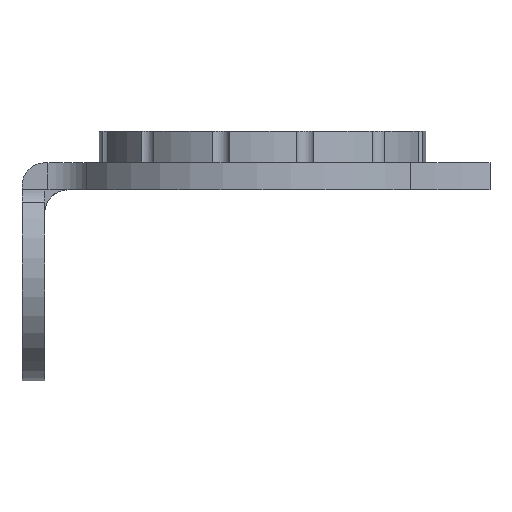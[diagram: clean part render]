
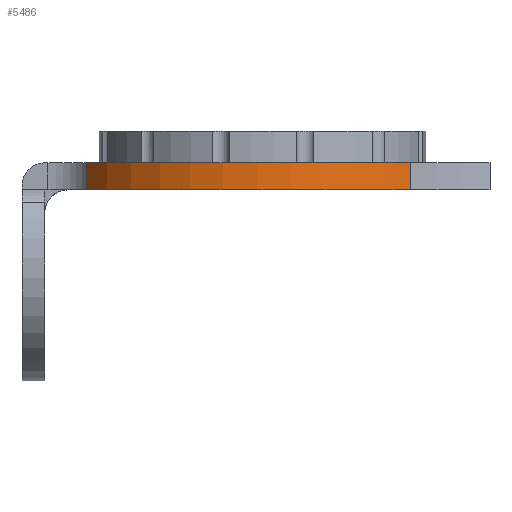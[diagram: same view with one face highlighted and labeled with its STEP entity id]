
A CAD part, front view. The second image highlights one B-rep face of the part: STEP entity #5486.
In plain terms, the highlighted cylindrical face has radius 46 mm (diameter 92 mm), a partial arc.
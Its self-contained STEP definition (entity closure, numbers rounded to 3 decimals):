
#68 = DIRECTION ( 'NONE',  ( -1., 0., 0. ) ) ;
#357 = CARTESIAN_POINT ( 'NONE',  ( 32.527, -32.527, -2.98 ) ) ;
#375 = DIRECTION ( 'NONE',  ( 0., 0., -1. ) ) ;
#664 = EDGE_CURVE ( 'NONE', #2572, #5083, #1645, .T. ) ;
#1272 = CYLINDRICAL_SURFACE ( 'NONE', #3177, 46. ) ;
#1292 = EDGE_CURVE ( 'NONE', #5056, #1446, #4707, .T. ) ;
#1328 = FACE_OUTER_BOUND ( 'NONE', #2380, .T. ) ;
#1421 = CIRCLE ( 'NONE', #4559, 46. ) ;
#1446 = VERTEX_POINT ( 'NONE', #4421 ) ;
#1645 = LINE ( 'NONE', #357, #3638 ) ;
#1647 = CARTESIAN_POINT ( 'NONE',  ( 32.527, -32.527, 3. ) ) ;
#1685 = DIRECTION ( 'NONE',  ( 1., 0., 0. ) ) ;
#1734 = EDGE_CURVE ( 'NONE', #5056, #5083, #1421, .T. ) ;
#1793 = ORIENTED_EDGE ( 'NONE', *, *, #1292, .T. ) ;
#2136 = CARTESIAN_POINT ( 'NONE',  ( 0., 0., 3. ) ) ;
#2214 = ORIENTED_EDGE ( 'NONE', *, *, #1734, .F. ) ;
#2380 = EDGE_LOOP ( 'NONE', ( #2214, #1793, #2446, #3317 ) ) ;
#2446 = ORIENTED_EDGE ( 'NONE', *, *, #2455, .T. ) ;
#2455 = EDGE_CURVE ( 'NONE', #1446, #2572, #4983, .T. ) ;
#2461 = CARTESIAN_POINT ( 'NONE',  ( -38.842, -24.643, 3. ) ) ;
#2462 = DIRECTION ( 'NONE',  ( 0., 0., 1. ) ) ;
#2536 = CARTESIAN_POINT ( 'NONE',  ( -38.842, -24.643, 3. ) ) ;
#2564 = DIRECTION ( 'NONE',  ( 0., 0., -1. ) ) ;
#2572 = VERTEX_POINT ( 'NONE', #2623 ) ;
#2623 = CARTESIAN_POINT ( 'NONE',  ( 32.527, -32.527, -2.98 ) ) ;
#2910 = AXIS2_PLACEMENT_3D ( 'NONE', #5034, #2462, #5395 ) ;
#3004 = DIRECTION ( 'NONE',  ( 0., 0., 1. ) ) ;
#3177 = AXIS2_PLACEMENT_3D ( 'NONE', #4336, #375, #68 ) ;
#3317 = ORIENTED_EDGE ( 'NONE', *, *, #664, .T. ) ;
#3638 = VECTOR ( 'NONE', #4598, 1000. ) ;
#4206 = VECTOR ( 'NONE', #2564, 1000. ) ;
#4336 = CARTESIAN_POINT ( 'NONE',  ( 0., 0., 3. ) ) ;
#4421 = CARTESIAN_POINT ( 'NONE',  ( -38.842, -24.643, -2.98 ) ) ;
#4559 = AXIS2_PLACEMENT_3D ( 'NONE', #2136, #3004, #1685 ) ;
#4598 = DIRECTION ( 'NONE',  ( 0., 0., 1. ) ) ;
#4707 = LINE ( 'NONE', #2536, #4206 ) ;
#4983 = CIRCLE ( 'NONE', #2910, 46. ) ;
#5034 = CARTESIAN_POINT ( 'NONE',  ( 0., 0., -2.98 ) ) ;
#5056 = VERTEX_POINT ( 'NONE', #2461 ) ;
#5083 = VERTEX_POINT ( 'NONE', #1647 ) ;
#5395 = DIRECTION ( 'NONE',  ( 1., 0., 0. ) ) ;
#5486 = ADVANCED_FACE ( 'NONE', ( #1328 ), #1272, .T. ) ;
